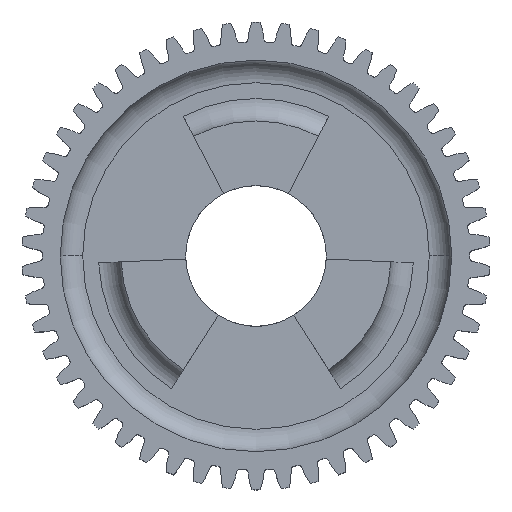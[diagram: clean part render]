
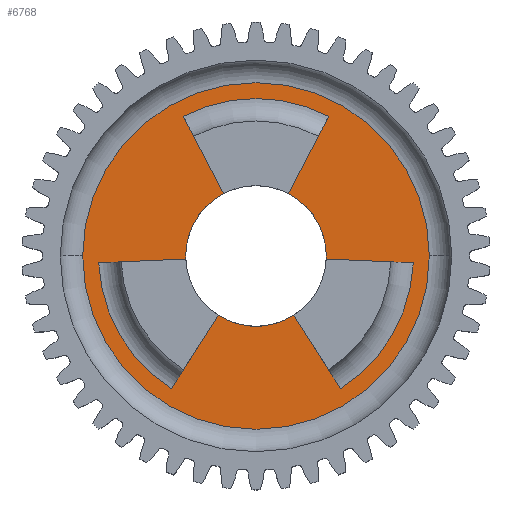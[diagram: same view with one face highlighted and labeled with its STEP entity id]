
A CAD part, top view. The second image highlights one B-rep face of the part: STEP entity #6768.
In plain terms, the highlighted planar face has unit normal (0, 0, 1).
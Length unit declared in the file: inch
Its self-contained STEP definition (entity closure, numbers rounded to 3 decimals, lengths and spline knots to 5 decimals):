
#39 = EDGE_CURVE ( 'NONE', #3138, #5553, #11795, .T. ) ;
#211 = CIRCLE ( 'NONE', #5906, 0.875 ) ;
#424 = CARTESIAN_POINT ( 'NONE',  ( 0., 0., 0.0375 ) ) ;
#521 = CARTESIAN_POINT ( 'NONE',  ( -0.47014, -0.73797, 0.0375 ) ) ;
#525 = VERTEX_POINT ( 'NONE', #521 ) ;
#558 = VERTEX_POINT ( 'NONE', #1954 ) ;
#622 = EDGE_CURVE ( 'NONE', #17036, #14552, #17201, .T. ) ;
#806 = CARTESIAN_POINT ( 'NONE',  ( 0., 0., 0.0375 ) ) ;
#886 = DIRECTION ( 'NONE',  ( 0.537, -0.843, 0. ) ) ;
#1130 = CARTESIAN_POINT ( 'NONE',  ( -0.20988, -0.32945, 0.0375 ) ) ;
#1473 = EDGE_CURVE ( 'NONE', #17036, #5553, #18337, .T. ) ;
#1486 = CARTESIAN_POINT ( 'NONE',  ( 0., 0., 0.0375 ) ) ;
#1570 = CIRCLE ( 'NONE', #15963, 0.39063 ) ;
#1793 = ORIENTED_EDGE ( 'NONE', *, *, #14231, .F. ) ;
#1871 = DIRECTION ( 'NONE',  ( 1., 0., 0. ) ) ;
#1954 = CARTESIAN_POINT ( 'NONE',  ( 0.20988, -0.32945, 0.0375 ) ) ;
#2054 = EDGE_CURVE ( 'NONE', #3885, #558, #1570, .T. ) ;
#2248 = ORIENTED_EDGE ( 'NONE', *, *, #3766, .T. ) ;
#2250 = DIRECTION ( 'NONE',  ( 1., 0., 0. ) ) ;
#2347 = DIRECTION ( 'NONE',  ( 0.462, -0.887, 0. ) ) ;
#2652 = LINE ( 'NONE', #11551, #5611 ) ;
#2693 = EDGE_CURVE ( 'NONE', #525, #4985, #211, .T. ) ;
#2708 = CIRCLE ( 'NONE', #6898, 0.875 ) ;
#2722 = VECTOR ( 'NONE', #2347, 39.37008 ) ;
#2757 = ORIENTED_EDGE ( 'NONE', *, *, #7311, .F. ) ;
#2758 = ORIENTED_EDGE ( 'NONE', *, *, #39, .F. ) ;
#2797 = ORIENTED_EDGE ( 'NONE', *, *, #2054, .F. ) ;
#2996 = CARTESIAN_POINT ( 'NONE',  ( 0.87417, -0.03817, 0.0375 ) ) ;
#3010 = CARTESIAN_POINT ( 'NONE',  ( 0.47014, -0.73797, 0.0375 ) ) ;
#3038 = EDGE_CURVE ( 'NONE', #7538, #6403, #2708, .T. ) ;
#3095 = LINE ( 'NONE', #9591, #6513 ) ;
#3138 = VERTEX_POINT ( 'NONE', #12264 ) ;
#3144 = EDGE_CURVE ( 'NONE', #7333, #3138, #14277, .T. ) ;
#3282 = EDGE_CURVE ( 'NONE', #7538, #7563, #16722, .T. ) ;
#3393 = VERTEX_POINT ( 'NONE', #7382 ) ;
#3557 = FACE_OUTER_BOUND ( 'NONE', #9323, .T. ) ;
#3713 = DIRECTION ( 'NONE',  ( 0., 0., 1. ) ) ;
#3766 = EDGE_CURVE ( 'NONE', #14976, #5786, #3823, .T. ) ;
#3818 = CARTESIAN_POINT ( 'NONE',  ( 0., 0., 0.0375 ) ) ;
#3823 = CIRCLE ( 'NONE', #13659, 0.96291 ) ;
#3885 = VERTEX_POINT ( 'NONE', #1130 ) ;
#3952 = ORIENTED_EDGE ( 'NONE', *, *, #3038, .T. ) ;
#4018 = CARTESIAN_POINT ( 'NONE',  ( -0.18037, 0.34649, 0.0375 ) ) ;
#4089 = VECTOR ( 'NONE', #5322, 39.37008 ) ;
#4237 = DIRECTION ( 'NONE',  ( 0., 0., 1. ) ) ;
#4401 = CARTESIAN_POINT ( 'NONE',  ( -0.39025, -0.01704, 0.0375 ) ) ;
#4531 = DIRECTION ( 'NONE',  ( 0., 0., -1. ) ) ;
#4769 = ORIENTED_EDGE ( 'NONE', *, *, #10112, .F. ) ;
#4833 = CARTESIAN_POINT ( 'NONE',  ( 0.39025, -0.01704, 0.0375 ) ) ;
#4985 = VERTEX_POINT ( 'NONE', #6300 ) ;
#5248 = CARTESIAN_POINT ( 'NONE',  ( 0., 0., 0.0375 ) ) ;
#5293 = DIRECTION ( 'NONE',  ( 1., 0., 0. ) ) ;
#5298 = AXIS2_PLACEMENT_3D ( 'NONE', #424, #10571, #1871 ) ;
#5322 = DIRECTION ( 'NONE',  ( 0.462, 0.887, 0. ) ) ;
#5553 = VERTEX_POINT ( 'NONE', #9951 ) ;
#5611 = VECTOR ( 'NONE', #17272, 39.37008 ) ;
#5786 = VERTEX_POINT ( 'NONE', #11824 ) ;
#5906 = AXIS2_PLACEMENT_3D ( 'NONE', #6295, #16401, #7758 ) ;
#6176 = ORIENTED_EDGE ( 'NONE', *, *, #3282, .F. ) ;
#6295 = CARTESIAN_POINT ( 'NONE',  ( 0., 0., 0.0375 ) ) ;
#6300 = CARTESIAN_POINT ( 'NONE',  ( -0.87417, -0.03817, 0.0375 ) ) ;
#6403 = VERTEX_POINT ( 'NONE', #3010 ) ;
#6511 = CARTESIAN_POINT ( 'NONE',  ( 0., 0., 0.0375 ) ) ;
#6513 = VECTOR ( 'NONE', #886, 39.37008 ) ;
#6552 = AXIS2_PLACEMENT_3D ( 'NONE', #12928, #4237, #14380 ) ;
#6598 = ORIENTED_EDGE ( 'NONE', *, *, #1473, .T. ) ;
#6631 = ORIENTED_EDGE ( 'NONE', *, *, #2693, .T. ) ;
#6768 = ADVANCED_FACE ( 'NONE', ( #3557, #7893 ), #12515, .T. ) ;
#6831 = CARTESIAN_POINT ( 'NONE',  ( 0., 0., 0.0375 ) ) ;
#6898 = AXIS2_PLACEMENT_3D ( 'NONE', #13217, #4531, #14660 ) ;
#6913 = DIRECTION ( 'NONE',  ( 0., 0., 1. ) ) ;
#6949 = VECTOR ( 'NONE', #14540, 39.37008 ) ;
#7311 = EDGE_CURVE ( 'NONE', #7563, #7333, #14243, .T. ) ;
#7333 = VERTEX_POINT ( 'NONE', #12405 ) ;
#7382 = CARTESIAN_POINT ( 'NONE',  ( -0.39063, 0., 0.0375 ) ) ;
#7538 = VERTEX_POINT ( 'NONE', #2996 ) ;
#7563 = VERTEX_POINT ( 'NONE', #4833 ) ;
#7758 = DIRECTION ( 'NONE',  ( 1., 0., 0. ) ) ;
#7759 = CARTESIAN_POINT ( 'NONE',  ( 0., 0., 0.0375 ) ) ;
#7893 = FACE_BOUND ( 'NONE', #9316, .T. ) ;
#7969 = DIRECTION ( 'NONE',  ( 1., 0., 0. ) ) ;
#8302 = DIRECTION ( 'NONE',  ( 1., 0., 0. ) ) ;
#8562 = CIRCLE ( 'NONE', #9112, 0.39063 ) ;
#9112 = AXIS2_PLACEMENT_3D ( 'NONE', #7759, #17853, #9222 ) ;
#9222 = DIRECTION ( 'NONE',  ( 1., 0., 0. ) ) ;
#9316 = EDGE_LOOP ( 'NONE', ( #17727, #6598, #2758, #9651, #2757, #6176, #3952, #9365, #2797, #4769, #6631, #1793, #13836, #17250 ) ) ;
#9323 = EDGE_LOOP ( 'NONE', ( #2248, #14311 ) ) ;
#9365 = ORIENTED_EDGE ( 'NONE', *, *, #9750, .F. ) ;
#9591 = CARTESIAN_POINT ( 'NONE',  ( 0., 0., 0.0375 ) ) ;
#9595 = CARTESIAN_POINT ( 'NONE',  ( 0., 0., 0.0375 ) ) ;
#9651 = ORIENTED_EDGE ( 'NONE', *, *, #3144, .F. ) ;
#9750 = EDGE_CURVE ( 'NONE', #558, #6403, #3095, .T. ) ;
#9951 = CARTESIAN_POINT ( 'NONE',  ( 0.40403, 0.77613, 0.0375 ) ) ;
#10112 = EDGE_CURVE ( 'NONE', #525, #3885, #2652, .T. ) ;
#10571 = DIRECTION ( 'NONE',  ( 0., 0., -1. ) ) ;
#10759 = AXIS2_PLACEMENT_3D ( 'NONE', #6511, #16608, #7969 ) ;
#10958 = DIRECTION ( 'NONE',  ( 0., 0., 1. ) ) ;
#11551 = CARTESIAN_POINT ( 'NONE',  ( 0., 0., 0.0375 ) ) ;
#11795 = LINE ( 'NONE', #5248, #4089 ) ;
#11824 = CARTESIAN_POINT ( 'NONE',  ( -0.96291, 0., 0.0375 ) ) ;
#12039 = EDGE_CURVE ( 'NONE', #3393, #16752, #12155, .T. ) ;
#12155 = CIRCLE ( 'NONE', #6552, 0.39063 ) ;
#12208 = CARTESIAN_POINT ( 'NONE',  ( 0.96291, 0., 0.0375 ) ) ;
#12264 = CARTESIAN_POINT ( 'NONE',  ( 0.18037, 0.34649, 0.0375 ) ) ;
#12405 = CARTESIAN_POINT ( 'NONE',  ( 0.39063, 0., 0.0375 ) ) ;
#12410 = CARTESIAN_POINT ( 'NONE',  ( 0., 0., 0.0375 ) ) ;
#12515 = PLANE ( 'NONE',  #12866 ) ;
#12866 = AXIS2_PLACEMENT_3D ( 'NONE', #3818, #13964, #5293 ) ;
#12928 = CARTESIAN_POINT ( 'NONE',  ( 0., 0., 0.0375 ) ) ;
#12929 = VECTOR ( 'NONE', #13087, 39.37008 ) ;
#13087 = DIRECTION ( 'NONE',  ( -0.999, 0.044, 0. ) ) ;
#13091 = CARTESIAN_POINT ( 'NONE',  ( 0., 0., 0.0375 ) ) ;
#13217 = CARTESIAN_POINT ( 'NONE',  ( 0., 0., 0.0375 ) ) ;
#13237 = EDGE_CURVE ( 'NONE', #14552, #3393, #8562, .T. ) ;
#13659 = AXIS2_PLACEMENT_3D ( 'NONE', #15563, #6913, #16999 ) ;
#13836 = ORIENTED_EDGE ( 'NONE', *, *, #12039, .F. ) ;
#13854 = DIRECTION ( 'NONE',  ( 1., 0., 0. ) ) ;
#13964 = DIRECTION ( 'NONE',  ( 0., 0., 1. ) ) ;
#14231 = EDGE_CURVE ( 'NONE', #16752, #4985, #15062, .T. ) ;
#14243 = CIRCLE ( 'NONE', #18660, 0.39063 ) ;
#14277 = CIRCLE ( 'NONE', #10759, 0.39063 ) ;
#14311 = ORIENTED_EDGE ( 'NONE', *, *, #18621, .T. ) ;
#14380 = DIRECTION ( 'NONE',  ( 1., 0., 0. ) ) ;
#14540 = DIRECTION ( 'NONE',  ( -0.999, -0.044, 0. ) ) ;
#14550 = CIRCLE ( 'NONE', #16170, 0.96291 ) ;
#14552 = VERTEX_POINT ( 'NONE', #4018 ) ;
#14660 = DIRECTION ( 'NONE',  ( 1., 0., 0. ) ) ;
#14976 = VERTEX_POINT ( 'NONE', #12208 ) ;
#15062 = LINE ( 'NONE', #13091, #6949 ) ;
#15563 = CARTESIAN_POINT ( 'NONE',  ( 0., 0., 0.0375 ) ) ;
#15963 = AXIS2_PLACEMENT_3D ( 'NONE', #12410, #3713, #13854 ) ;
#16170 = AXIS2_PLACEMENT_3D ( 'NONE', #6831, #16920, #8302 ) ;
#16401 = DIRECTION ( 'NONE',  ( 0., 0., -1. ) ) ;
#16608 = DIRECTION ( 'NONE',  ( 0., 0., 1. ) ) ;
#16722 = LINE ( 'NONE', #1486, #12929 ) ;
#16752 = VERTEX_POINT ( 'NONE', #4401 ) ;
#16920 = DIRECTION ( 'NONE',  ( 0., 0., 1. ) ) ;
#16999 = DIRECTION ( 'NONE',  ( 1., 0., 0. ) ) ;
#17036 = VERTEX_POINT ( 'NONE', #17844 ) ;
#17201 = LINE ( 'NONE', #9595, #2722 ) ;
#17250 = ORIENTED_EDGE ( 'NONE', *, *, #13237, .F. ) ;
#17272 = DIRECTION ( 'NONE',  ( 0.537, 0.843, 0. ) ) ;
#17727 = ORIENTED_EDGE ( 'NONE', *, *, #622, .F. ) ;
#17844 = CARTESIAN_POINT ( 'NONE',  ( -0.40403, 0.77613, 0.0375 ) ) ;
#17853 = DIRECTION ( 'NONE',  ( 0., 0., 1. ) ) ;
#18337 = CIRCLE ( 'NONE', #5298, 0.875 ) ;
#18621 = EDGE_CURVE ( 'NONE', #5786, #14976, #14550, .T. ) ;
#18660 = AXIS2_PLACEMENT_3D ( 'NONE', #806, #10958, #2250 ) ;
